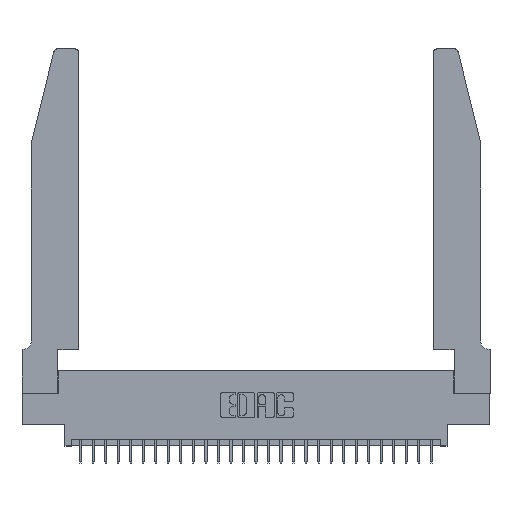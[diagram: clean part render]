
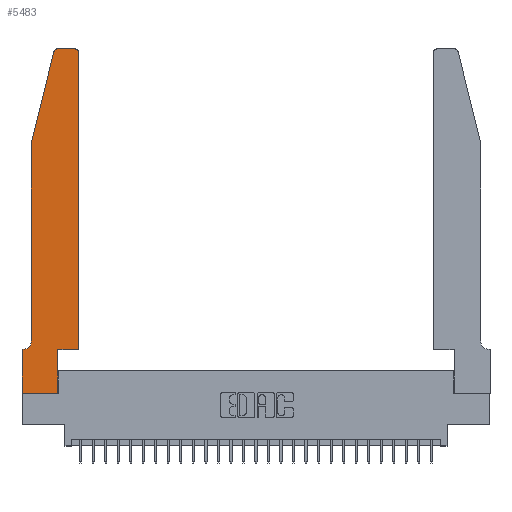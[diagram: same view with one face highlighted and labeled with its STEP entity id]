
A CAD part, top view. The second image highlights one B-rep face of the part: STEP entity #5483.
In plain terms, the highlighted planar face has unit normal (0, 0, 1).
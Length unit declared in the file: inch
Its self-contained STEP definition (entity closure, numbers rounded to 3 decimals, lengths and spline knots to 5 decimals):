
#1213 = FACE_OUTER_BOUND ( 'NONE', #20966, .T. ) ;
#1221 = VERTEX_POINT ( 'NONE', #16947 ) ;
#1323 = LINE ( 'NONE', #3837, #22806 ) ;
#1507 = DIRECTION ( 'NONE',  ( -1., 0., 0. ) ) ;
#1636 = ORIENTED_EDGE ( 'NONE', *, *, #20768, .T. ) ;
#1847 = VERTEX_POINT ( 'NONE', #22542 ) ;
#2269 = CARTESIAN_POINT ( 'NONE',  ( 0.0755, 2., 0.37 ) ) ;
#2279 = LINE ( 'NONE', #9186, #20597 ) ;
#2578 = CARTESIAN_POINT ( 'NONE',  ( 0.4505, 0.35, 0.37 ) ) ;
#2859 = ORIENTED_EDGE ( 'NONE', *, *, #18317, .T. ) ;
#3124 = DIRECTION ( 'NONE',  ( 0., 1., 0. ) ) ;
#3581 = DIRECTION ( 'NONE',  ( 1., 0., 0. ) ) ;
#3657 = CIRCLE ( 'NONE', #14568, 0.07 ) ;
#3837 = CARTESIAN_POINT ( 'NONE',  ( 0.0755, 2., 0.37 ) ) ;
#4047 = EDGE_CURVE ( 'NONE', #1221, #26826, #14645, .T. ) ;
#4937 = EDGE_CURVE ( 'NONE', #1847, #12019, #3657, .T. ) ;
#5336 = CARTESIAN_POINT ( 'NONE',  ( 0., 0., 0.37 ) ) ;
#5418 = EDGE_CURVE ( 'NONE', #12019, #8569, #26736, .T. ) ;
#5483 = ADVANCED_FACE ( 'NONE', ( #1213 ), #8547, .T. ) ;
#5728 = EDGE_CURVE ( 'NONE', #26826, #28008, #1323, .T. ) ;
#7221 = DIRECTION ( 'NONE',  ( 0., 0., 1. ) ) ;
#7646 = AXIS2_PLACEMENT_3D ( 'NONE', #14239, #12010, #18287 ) ;
#7710 = DIRECTION ( 'NONE',  ( 0., 1., 0. ) ) ;
#7800 = ORIENTED_EDGE ( 'NONE', *, *, #4937, .T. ) ;
#8547 = PLANE ( 'NONE',  #9845 ) ;
#8569 = VERTEX_POINT ( 'NONE', #25723 ) ;
#8759 = CARTESIAN_POINT ( 'NONE',  ( 0.2865, 0., 0.37 ) ) ;
#8794 = EDGE_CURVE ( 'NONE', #28008, #1847, #29480, .T. ) ;
#9186 = CARTESIAN_POINT ( 'NONE',  ( 0.4505, 0.35, 0.37 ) ) ;
#9300 = ORIENTED_EDGE ( 'NONE', *, *, #25678, .T. ) ;
#9636 = VERTEX_POINT ( 'NONE', #19054 ) ;
#9739 = CARTESIAN_POINT ( 'NONE',  ( 0.284, 2.72, 0.37 ) ) ;
#9845 = AXIS2_PLACEMENT_3D ( 'NONE', #21798, #10329, #3581 ) ;
#10329 = DIRECTION ( 'NONE',  ( 0., 0., 1. ) ) ;
#10440 = DIRECTION ( 'NONE',  ( -0.239, -0.971, 0. ) ) ;
#11044 = LINE ( 'NONE', #24592, #18225 ) ;
#12009 = VERTEX_POINT ( 'NONE', #8759 ) ;
#12010 = DIRECTION ( 'NONE',  ( 0., 0., 1. ) ) ;
#12019 = VERTEX_POINT ( 'NONE', #26490 ) ;
#12037 = ORIENTED_EDGE ( 'NONE', *, *, #5418, .T. ) ;
#12358 = VECTOR ( 'NONE', #7710, 39.37008 ) ;
#12455 = CARTESIAN_POINT ( 'NONE',  ( 0.0055, 0.42, 0.37 ) ) ;
#12587 = LINE ( 'NONE', #21680, #23426 ) ;
#14055 = DIRECTION ( 'NONE',  ( 1., 0., 0. ) ) ;
#14151 = ORIENTED_EDGE ( 'NONE', *, *, #14649, .T. ) ;
#14239 = CARTESIAN_POINT ( 'NONE',  ( 0.4205, 2.72, 0.37 ) ) ;
#14505 = ORIENTED_EDGE ( 'NONE', *, *, #5728, .T. ) ;
#14568 = AXIS2_PLACEMENT_3D ( 'NONE', #12455, #21544, #19302 ) ;
#14645 = CIRCLE ( 'NONE', #24632, 0.03 ) ;
#14649 = EDGE_CURVE ( 'NONE', #12009, #15577, #25730, .T. ) ;
#15072 = CARTESIAN_POINT ( 'NONE',  ( 0.4505, 0.35, 0.37 ) ) ;
#15175 = ORIENTED_EDGE ( 'NONE', *, *, #8794, .T. ) ;
#15196 = CARTESIAN_POINT ( 'NONE',  ( 0.4505, 2.72, 0.37 ) ) ;
#15577 = VERTEX_POINT ( 'NONE', #26988 ) ;
#15849 = VERTEX_POINT ( 'NONE', #16318 ) ;
#15876 = LINE ( 'NONE', #2578, #20476 ) ;
#15889 = EDGE_CURVE ( 'NONE', #26402, #15849, #28614, .T. ) ;
#16318 = CARTESIAN_POINT ( 'NONE',  ( 0.4205, 2.75, 0.37 ) ) ;
#16442 = VECTOR ( 'NONE', #29189, 39.37008 ) ;
#16767 = CARTESIAN_POINT ( 'NONE',  ( 0.2865, 0.35, 0.37 ) ) ;
#16947 = CARTESIAN_POINT ( 'NONE',  ( 0.284, 2.75, 0.37 ) ) ;
#17732 = ORIENTED_EDGE ( 'NONE', *, *, #19442, .T. ) ;
#17953 = VECTOR ( 'NONE', #1507, 39.37008 ) ;
#18225 = VECTOR ( 'NONE', #26552, 39.37008 ) ;
#18287 = DIRECTION ( 'NONE',  ( 1., 0., 0. ) ) ;
#18317 = EDGE_CURVE ( 'NONE', #15849, #1221, #12587, .T. ) ;
#19054 = CARTESIAN_POINT ( 'NONE',  ( 0., 0., 0.37 ) ) ;
#19266 = CARTESIAN_POINT ( 'NONE',  ( 0.0755, 0.35, 0.37 ) ) ;
#19302 = DIRECTION ( 'NONE',  ( -1., 0., 0. ) ) ;
#19442 = EDGE_CURVE ( 'NONE', #9636, #12009, #19614, .T. ) ;
#19614 = LINE ( 'NONE', #5336, #22028 ) ;
#20476 = VECTOR ( 'NONE', #3124, 39.37008 ) ;
#20597 = VECTOR ( 'NONE', #27366, 39.37008 ) ;
#20768 = EDGE_CURVE ( 'NONE', #20983, #26402, #15876, .T. ) ;
#20966 = EDGE_LOOP ( 'NONE', ( #2859, #27376, #14505, #15175, #7800, #12037, #23616, #17732, #14151, #9300, #1636, #21775 ) ) ;
#20983 = VERTEX_POINT ( 'NONE', #15072 ) ;
#21544 = DIRECTION ( 'NONE',  ( 0., 0., -1. ) ) ;
#21668 = CARTESIAN_POINT ( 'NONE',  ( 0.25487, 2.72718, 0.37 ) ) ;
#21680 = CARTESIAN_POINT ( 'NONE',  ( 0.2605, 2.75, 0.37 ) ) ;
#21775 = ORIENTED_EDGE ( 'NONE', *, *, #15889, .T. ) ;
#21798 = CARTESIAN_POINT ( 'NONE',  ( 0., 0.35, 0.37 ) ) ;
#22028 = VECTOR ( 'NONE', #28736, 39.37008 ) ;
#22542 = CARTESIAN_POINT ( 'NONE',  ( 0.0755, 0.42, 0.37 ) ) ;
#22806 = VECTOR ( 'NONE', #10440, 39.37008 ) ;
#23426 = VECTOR ( 'NONE', #28270, 39.37008 ) ;
#23616 = ORIENTED_EDGE ( 'NONE', *, *, #25903, .T. ) ;
#24592 = CARTESIAN_POINT ( 'NONE',  ( 0., 0., 0.37 ) ) ;
#24632 = AXIS2_PLACEMENT_3D ( 'NONE', #9739, #7221, #14055 ) ;
#25678 = EDGE_CURVE ( 'NONE', #15577, #20983, #2279, .T. ) ;
#25723 = CARTESIAN_POINT ( 'NONE',  ( 0., 0.35, 0.37 ) ) ;
#25730 = LINE ( 'NONE', #16767, #12358 ) ;
#25903 = EDGE_CURVE ( 'NONE', #8569, #9636, #11044, .T. ) ;
#26402 = VERTEX_POINT ( 'NONE', #15196 ) ;
#26490 = CARTESIAN_POINT ( 'NONE',  ( 0.0055, 0.35, 0.37 ) ) ;
#26552 = DIRECTION ( 'NONE',  ( 0., -1., 0. ) ) ;
#26736 = LINE ( 'NONE', #19266, #17953 ) ;
#26826 = VERTEX_POINT ( 'NONE', #21668 ) ;
#26988 = CARTESIAN_POINT ( 'NONE',  ( 0.2865, 0.35, 0.37 ) ) ;
#27366 = DIRECTION ( 'NONE',  ( 1., 0., 0. ) ) ;
#27376 = ORIENTED_EDGE ( 'NONE', *, *, #4047, .T. ) ;
#27676 = CARTESIAN_POINT ( 'NONE',  ( 0.0755, 2., 0.37 ) ) ;
#28008 = VERTEX_POINT ( 'NONE', #27676 ) ;
#28270 = DIRECTION ( 'NONE',  ( -1., 0., 0. ) ) ;
#28614 = CIRCLE ( 'NONE', #7646, 0.03 ) ;
#28736 = DIRECTION ( 'NONE',  ( 1., 0., 0. ) ) ;
#29189 = DIRECTION ( 'NONE',  ( 0., -1., 0. ) ) ;
#29480 = LINE ( 'NONE', #2269, #16442 ) ;
